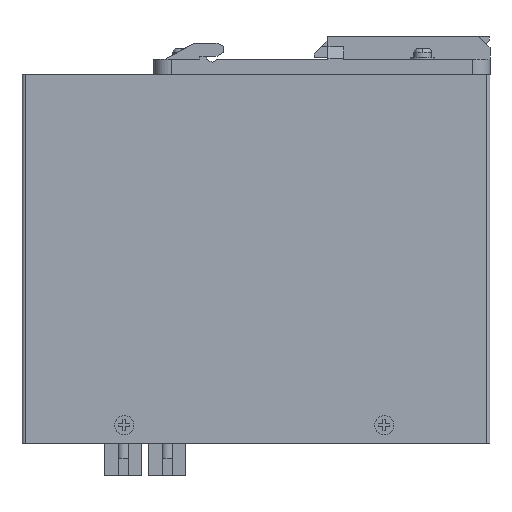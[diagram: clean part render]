
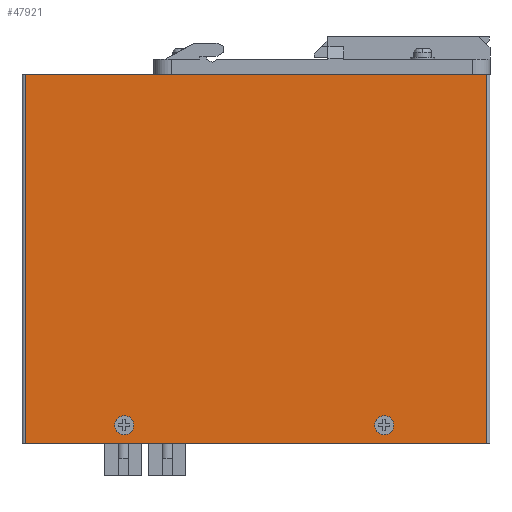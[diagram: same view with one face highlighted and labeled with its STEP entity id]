
A CAD part, left-side view. The second image highlights one B-rep face of the part: STEP entity #47921.
In plain terms, the highlighted planar face has unit normal (1, 0, 0).
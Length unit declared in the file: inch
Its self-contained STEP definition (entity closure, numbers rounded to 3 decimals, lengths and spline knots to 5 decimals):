
#327 = CARTESIAN_POINT ( 'NONE',  ( 0., 1.20076, 0.10305 ) ) ;
#2844 = ORIENTED_EDGE ( 'NONE', *, *, #6864, .T. ) ;
#3031 = LINE ( 'NONE', #5208, #43474 ) ;
#3429 = DIRECTION ( 'NONE',  ( -1., 0., 0. ) ) ;
#3575 = FACE_OUTER_BOUND ( 'NONE', #12556, .T. ) ;
#3578 = ORIENTED_EDGE ( 'NONE', *, *, #32468, .F. ) ;
#3930 = CARTESIAN_POINT ( 'NONE',  ( 0., 0.03937, 0. ) ) ;
#4545 = VERTEX_POINT ( 'NONE', #26575 ) ;
#5208 = CARTESIAN_POINT ( 'NONE',  ( 0., 5.27559, 2.09646 ) ) ;
#6114 = VECTOR ( 'NONE', #46482, 39.37008 ) ;
#6283 = VERTEX_POINT ( 'NONE', #6807 ) ;
#6807 = CARTESIAN_POINT ( 'NONE',  ( 0., 5.27559, 4.19291 ) ) ;
#6864 = EDGE_CURVE ( 'NONE', #11338, #11338, #13029, .T. ) ;
#8255 = DIRECTION ( 'NONE',  ( 0., 1., 0. ) ) ;
#8303 = AXIS2_PLACEMENT_3D ( 'NONE', #3930, #34070, #8255 ) ;
#10826 = AXIS2_PLACEMENT_3D ( 'NONE', #19443, #49616, #23805 ) ;
#11338 = VERTEX_POINT ( 'NONE', #327 ) ;
#12148 = EDGE_CURVE ( 'NONE', #34257, #22281, #28128, .T. ) ;
#12556 = EDGE_LOOP ( 'NONE', ( #53855, #3578, #27294, #16914 ) ) ;
#13029 = CIRCLE ( 'NONE', #10826, 0.10827 ) ;
#15216 = CARTESIAN_POINT ( 'NONE',  ( 0., 2.65748, 0. ) ) ;
#16529 = CARTESIAN_POINT ( 'NONE',  ( 0., 0.03937, 2.09646 ) ) ;
#16914 = ORIENTED_EDGE ( 'NONE', *, *, #23278, .T. ) ;
#18192 = LINE ( 'NONE', #15216, #42510 ) ;
#19443 = CARTESIAN_POINT ( 'NONE',  ( 0., 1.20076, 0.21132 ) ) ;
#22281 = VERTEX_POINT ( 'NONE', #47711 ) ;
#22537 = DIRECTION ( 'NONE',  ( 0., 0., 1. ) ) ;
#23278 = EDGE_CURVE ( 'NONE', #6283, #22281, #29073, .T. ) ;
#23805 = DIRECTION ( 'NONE',  ( 0., 0., -1. ) ) ;
#24397 = EDGE_LOOP ( 'NONE', ( #33220 ) ) ;
#26492 = FACE_BOUND ( 'NONE', #51169, .T. ) ;
#26575 = CARTESIAN_POINT ( 'NONE',  ( 0., 4.15357, 0.10305 ) ) ;
#27294 = ORIENTED_EDGE ( 'NONE', *, *, #46650, .T. ) ;
#28128 = LINE ( 'NONE', #16529, #49687 ) ;
#29073 = LINE ( 'NONE', #43084, #6114 ) ;
#29238 = CARTESIAN_POINT ( 'NONE',  ( 0., 4.15357, 0.21132 ) ) ;
#31231 = CIRCLE ( 'NONE', #39341, 0.10827 ) ;
#31322 = CARTESIAN_POINT ( 'NONE',  ( 0., 5.27559, 0. ) ) ;
#32468 = EDGE_CURVE ( 'NONE', #51855, #34257, #18192, .T. ) ;
#33220 = ORIENTED_EDGE ( 'NONE', *, *, #47381, .T. ) ;
#33555 = DIRECTION ( 'NONE',  ( 0., 0., -1. ) ) ;
#34070 = DIRECTION ( 'NONE',  ( 1., 0., 0. ) ) ;
#34257 = VERTEX_POINT ( 'NONE', #37859 ) ;
#37529 = PLANE ( 'NONE',  #8303 ) ;
#37859 = CARTESIAN_POINT ( 'NONE',  ( 0., 0.03937, 0. ) ) ;
#39341 = AXIS2_PLACEMENT_3D ( 'NONE', #29238, #3429, #33555 ) ;
#42510 = VECTOR ( 'NONE', #49699, 39.37008 ) ;
#43084 = CARTESIAN_POINT ( 'NONE',  ( 0., 2.65748, 4.19291 ) ) ;
#43474 = VECTOR ( 'NONE', #22537, 39.37008 ) ;
#46482 = DIRECTION ( 'NONE',  ( 0., -1., 0. ) ) ;
#46650 = EDGE_CURVE ( 'NONE', #51855, #6283, #3031, .T. ) ;
#47381 = EDGE_CURVE ( 'NONE', #4545, #4545, #31231, .T. ) ;
#47711 = CARTESIAN_POINT ( 'NONE',  ( 0., 0.03937, 4.19291 ) ) ;
#47921 = ADVANCED_FACE ( 'NONE', ( #49409, #26492, #3575 ), #37529, .T. ) ;
#49409 = FACE_BOUND ( 'NONE', #24397, .T. ) ;
#49616 = DIRECTION ( 'NONE',  ( -1., 0., 0. ) ) ;
#49687 = VECTOR ( 'NONE', #55557, 39.37008 ) ;
#49699 = DIRECTION ( 'NONE',  ( 0., -1., 0. ) ) ;
#51169 = EDGE_LOOP ( 'NONE', ( #2844 ) ) ;
#51855 = VERTEX_POINT ( 'NONE', #31322 ) ;
#53855 = ORIENTED_EDGE ( 'NONE', *, *, #12148, .F. ) ;
#55557 = DIRECTION ( 'NONE',  ( 0., 0., 1. ) ) ;
